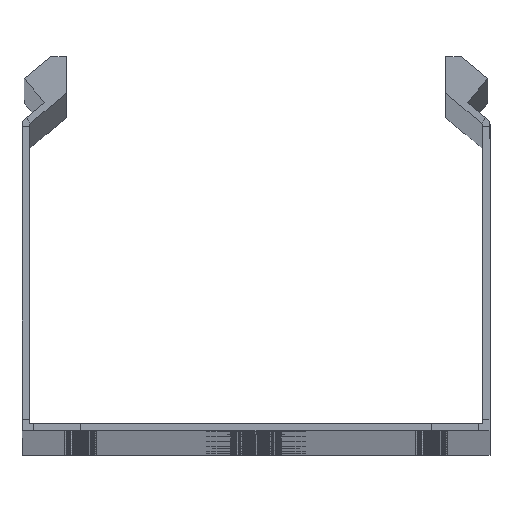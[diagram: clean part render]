
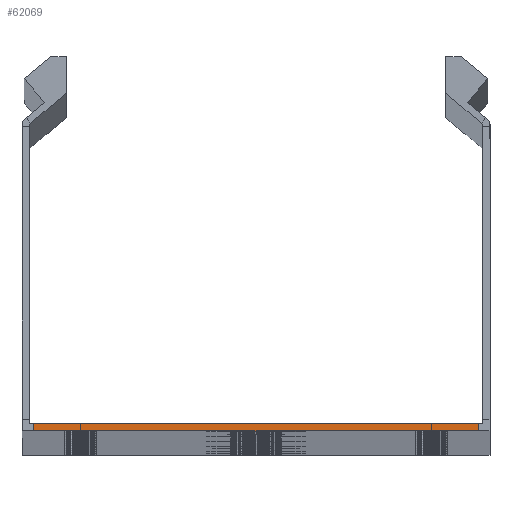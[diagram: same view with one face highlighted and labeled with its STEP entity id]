
A CAD part, top view. The second image highlights one B-rep face of the part: STEP entity #62069.
In plain terms, the highlighted planar face has unit normal (0, 0, 1).
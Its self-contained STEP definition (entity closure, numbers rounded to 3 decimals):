
#2467 = DIRECTION ( 'NONE',  ( 0., 1., 0. ) ) ;
#3463 = LINE ( 'NONE', #28797, #15636 ) ;
#8026 = LINE ( 'NONE', #32115, #20206 ) ;
#11046 = ORIENTED_EDGE ( 'NONE', *, *, #19800, .T. ) ;
#11522 = VECTOR ( 'NONE', #65316, 1000. ) ;
#11683 = VERTEX_POINT ( 'NONE', #41328 ) ;
#13136 = ORIENTED_EDGE ( 'NONE', *, *, #25800, .T. ) ;
#14086 = CARTESIAN_POINT ( 'NONE',  ( 47.5, 0., 1500. ) ) ;
#15636 = VECTOR ( 'NONE', #2467, 1000. ) ;
#19724 = DIRECTION ( 'NONE',  ( 1., 0., 0. ) ) ;
#19800 = EDGE_CURVE ( 'NONE', #20971, #11683, #3463, .T. ) ;
#20206 = VECTOR ( 'NONE', #53332, 1000. ) ;
#20971 = VERTEX_POINT ( 'NONE', #14086 ) ;
#25800 = EDGE_CURVE ( 'NONE', #11683, #63196, #8026, .T. ) ;
#25889 = LINE ( 'NONE', #56394, #49621 ) ;
#28797 = CARTESIAN_POINT ( 'NONE',  ( 47.5, 0., 1500. ) ) ;
#31028 = LINE ( 'NONE', #34723, #11522 ) ;
#31851 = AXIS2_PLACEMENT_3D ( 'NONE', #55949, #50934, #19724 ) ;
#32115 = CARTESIAN_POINT ( 'NONE',  ( -50., 1.5, 1500. ) ) ;
#34723 = CARTESIAN_POINT ( 'NONE',  ( -50., 0., 1500. ) ) ;
#35454 = FACE_OUTER_BOUND ( 'NONE', #38995, .T. ) ;
#35633 = EDGE_CURVE ( 'NONE', #20971, #66092, #31028, .T. ) ;
#38995 = EDGE_LOOP ( 'NONE', ( #60553, #11046, #13136, #62801 ) ) ;
#41328 = CARTESIAN_POINT ( 'NONE',  ( 47.5, 1.5, 1500. ) ) ;
#47646 = CARTESIAN_POINT ( 'NONE',  ( -47.5, 0., 1500. ) ) ;
#49621 = VECTOR ( 'NONE', #51342, 1000. ) ;
#50708 = PLANE ( 'NONE',  #31851 ) ;
#50934 = DIRECTION ( 'NONE',  ( 0., 0., 1. ) ) ;
#51342 = DIRECTION ( 'NONE',  ( 0., -1., 0. ) ) ;
#53332 = DIRECTION ( 'NONE',  ( -1., 0., 0. ) ) ;
#54697 = CARTESIAN_POINT ( 'NONE',  ( -47.5, 1.5, 1500. ) ) ;
#55949 = CARTESIAN_POINT ( 'NONE',  ( 48.5, 2.5, 1500. ) ) ;
#56394 = CARTESIAN_POINT ( 'NONE',  ( -47.5, 1.5, 1500. ) ) ;
#60553 = ORIENTED_EDGE ( 'NONE', *, *, #35633, .F. ) ;
#62069 = ADVANCED_FACE ( 'NONE', ( #35454 ), #50708, .T. ) ;
#62801 = ORIENTED_EDGE ( 'NONE', *, *, #63694, .T. ) ;
#63196 = VERTEX_POINT ( 'NONE', #54697 ) ;
#63694 = EDGE_CURVE ( 'NONE', #63196, #66092, #25889, .T. ) ;
#65316 = DIRECTION ( 'NONE',  ( -1., 0., 0. ) ) ;
#66092 = VERTEX_POINT ( 'NONE', #47646 ) ;
